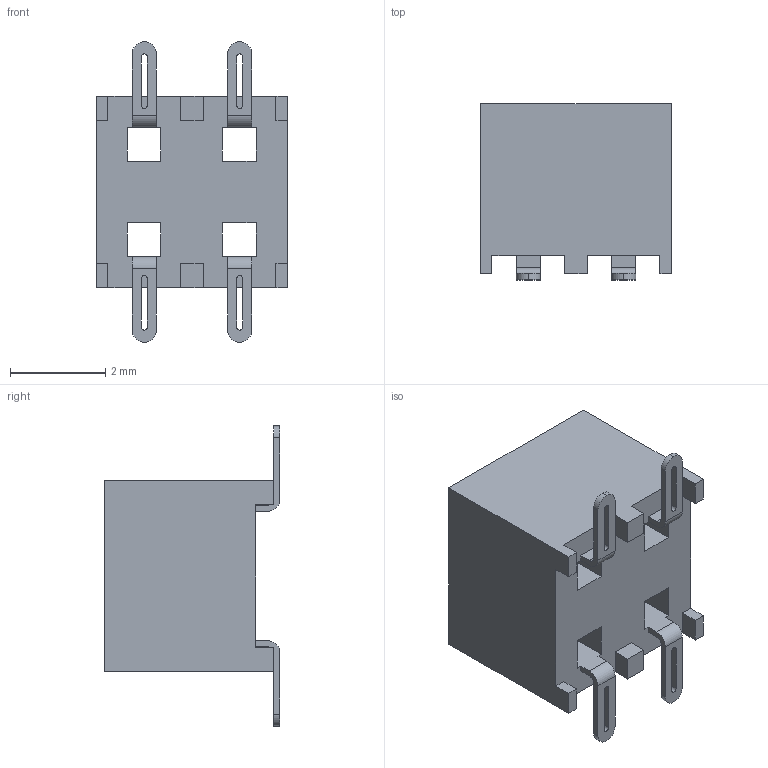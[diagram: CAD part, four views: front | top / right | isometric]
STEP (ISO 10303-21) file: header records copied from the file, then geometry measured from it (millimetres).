
FILE_DESCRIPTION (( 'STEP AP214' ), '1' );
FILE_NAME ('Samtec-SMM-102-02-S-D.step', '2013-01-07T01:40:38', ( 'Windows User' ), ( '' ), 'SwSTEP 2.0', 'SolidWorks 2013', '' );
FILE_SCHEMA (( 'AUTOMOTIVE_DESIGN' ));
Length unit declared in the file: inch
Products named in the file (1): Samtec-SMM-102-02-S-D
Bounding box: 4 x 3.68 x 6.3 mm (x, y, z)
Volume: 44.8 mm3; surface area: 128.2 mm2
Topology: 1 solids, 1 shells, 112 faces, 314 edges, 204 vertices
Faces by surface type: plane 86, cylinder 26
Entity records: 4388 total; most frequent: CARTESIAN_POINT 631, ORIENTED_EDGE 628, DIRECTION 592, EDGE_CURVE 314, LINE 262, VECTOR 262, VERTEX_POINT 204, AXIS2_PLACEMENT_3D 165
